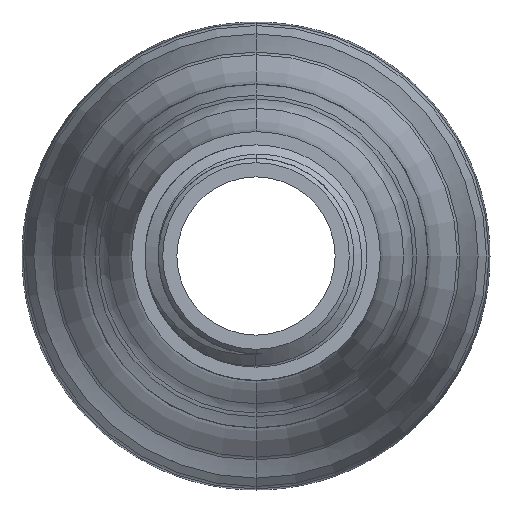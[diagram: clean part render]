
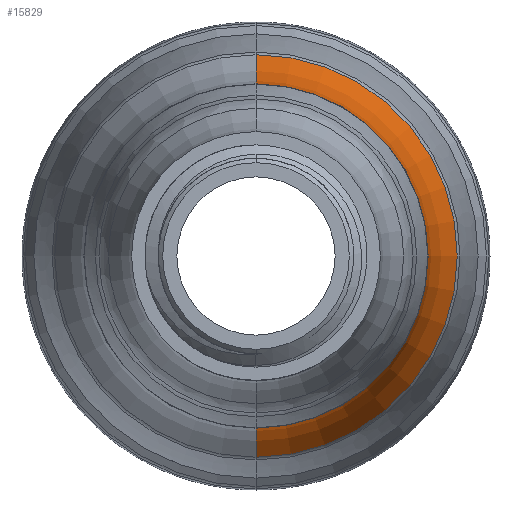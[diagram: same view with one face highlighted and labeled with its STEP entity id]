
A CAD part, front view. The second image highlights one B-rep face of the part: STEP entity #15829.
In plain terms, the highlighted toroidal (fillet/blend) face has major radius 20.32 mm and minor radius 12.954 mm.
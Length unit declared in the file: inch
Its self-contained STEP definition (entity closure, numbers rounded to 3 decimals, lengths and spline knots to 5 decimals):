
#75 = DIRECTION ( 'NONE',  ( 0., -1., 0. ) ) ;
#1048 = ORIENTED_EDGE ( 'NONE', *, *, #12752, .F. ) ;
#2055 = CARTESIAN_POINT ( 'NONE',  ( 0., 4.0854, -0.8 ) ) ;
#3106 = CARTESIAN_POINT ( 'NONE',  ( 0., 4.0854, 0. ) ) ;
#4319 = CIRCLE ( 'NONE', #7236, 0.51 ) ;
#4699 = EDGE_LOOP ( 'NONE', ( #16193, #15616, #13377, #1048 ) ) ;
#4811 = DIRECTION ( 'NONE',  ( 0., 0., -1. ) ) ;
#7056 = EDGE_CURVE ( 'NONE', #11327, #7124, #4319, .T. ) ;
#7124 = VERTEX_POINT ( 'NONE', #7807 ) ;
#7215 = CIRCLE ( 'NONE', #10090, 0.33966 ) ;
#7236 = AXIS2_PLACEMENT_3D ( 'NONE', #2055, #18668, #11205 ) ;
#7807 = CARTESIAN_POINT ( 'NONE',  ( 0., 4.30491, -0.33966 ) ) ;
#9166 = AXIS2_PLACEMENT_3D ( 'NONE', #18580, #13666, #4811 ) ;
#9823 = EDGE_CURVE ( 'NONE', #7124, #19320, #7215, .T. ) ;
#10090 = AXIS2_PLACEMENT_3D ( 'NONE', #13531, #19667, #13224 ) ;
#10553 = CARTESIAN_POINT ( 'NONE',  ( 0., 4.0854, 0.8 ) ) ;
#10744 = FACE_OUTER_BOUND ( 'NONE', #4699, .T. ) ;
#11205 = DIRECTION ( 'NONE',  ( 0., 0., 1. ) ) ;
#11327 = VERTEX_POINT ( 'NONE', #15059 ) ;
#11382 = EDGE_CURVE ( 'NONE', #11327, #12888, #18483, .T. ) ;
#11396 = AXIS2_PLACEMENT_3D ( 'NONE', #3106, #75, #12449 ) ;
#11713 = TOROIDAL_SURFACE ( 'NONE', #9166, 0.8, 0.51 ) ;
#12449 = DIRECTION ( 'NONE',  ( 0., 0., -1. ) ) ;
#12752 = EDGE_CURVE ( 'NONE', #12888, #19320, #19447, .T. ) ;
#12888 = VERTEX_POINT ( 'NONE', #15214 ) ;
#13224 = DIRECTION ( 'NONE',  ( 0., 0., -1. ) ) ;
#13377 = ORIENTED_EDGE ( 'NONE', *, *, #9823, .T. ) ;
#13531 = CARTESIAN_POINT ( 'NONE',  ( 0., 4.30491, 0. ) ) ;
#13666 = DIRECTION ( 'NONE',  ( 0., -1., 0. ) ) ;
#15059 = CARTESIAN_POINT ( 'NONE',  ( 0., 4.0854, -0.29 ) ) ;
#15167 = DIRECTION ( 'NONE',  ( 1., 0., 0. ) ) ;
#15214 = CARTESIAN_POINT ( 'NONE',  ( 0., 4.0854, 0.29 ) ) ;
#15234 = CARTESIAN_POINT ( 'NONE',  ( 0., 4.30491, 0.33966 ) ) ;
#15616 = ORIENTED_EDGE ( 'NONE', *, *, #7056, .T. ) ;
#15829 = ADVANCED_FACE ( 'NONE', ( #10744 ), #11713, .F. ) ;
#16193 = ORIENTED_EDGE ( 'NONE', *, *, #11382, .F. ) ;
#17192 = AXIS2_PLACEMENT_3D ( 'NONE', #10553, #15167, #18389 ) ;
#18389 = DIRECTION ( 'NONE',  ( 0., 0., -1. ) ) ;
#18483 = CIRCLE ( 'NONE', #11396, 0.29 ) ;
#18580 = CARTESIAN_POINT ( 'NONE',  ( 0., 4.0854, 0. ) ) ;
#18668 = DIRECTION ( 'NONE',  ( -1., 0., 0. ) ) ;
#19320 = VERTEX_POINT ( 'NONE', #15234 ) ;
#19447 = CIRCLE ( 'NONE', #17192, 0.51 ) ;
#19667 = DIRECTION ( 'NONE',  ( 0., -1., 0. ) ) ;
